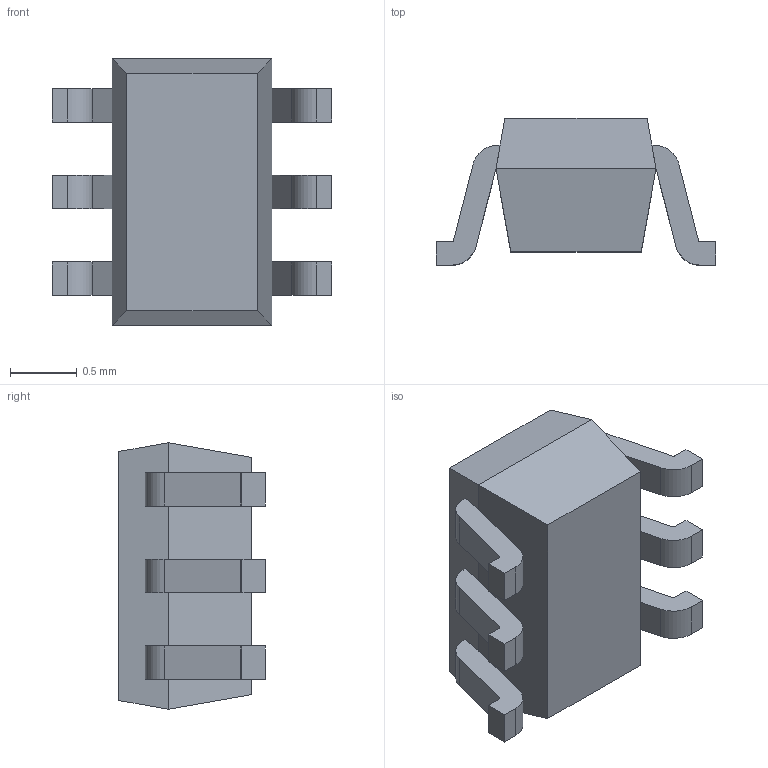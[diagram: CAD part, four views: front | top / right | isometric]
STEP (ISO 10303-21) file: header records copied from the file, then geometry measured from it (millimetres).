
FILE_DESCRIPTION (( 'STEP AP214' ), '1' );
FILE_NAME ('74LVC1G3157GW,125.STEP', '2023-09-11T03:28:16', ( '' ), ( '' ), 'SwSTEP 2.0', 'SolidWorks 2021', '' );
FILE_SCHEMA (( 'AUTOMOTIVE_DESIGN' ));
Length unit declared in the file: millimetre
Products named in the file (1): 74LVC1G3157GW,125
Bounding box: 2.1 x 1.1 x 2 mm (x, y, z)
Volume: 2.4 mm3; surface area: 15.5 mm2
Topology: 8 solids, 8 shells, 89 faces, 212 edges, 140 vertices
Faces by surface type: plane 67, cylinder 22
Entity records: 2655 total; most frequent: CARTESIAN_POINT 442, DIRECTION 436, ORIENTED_EDGE 424, EDGE_CURVE 212, LINE 168, VECTOR 168, VERTEX_POINT 140, AXIS2_PLACEMENT_3D 134
